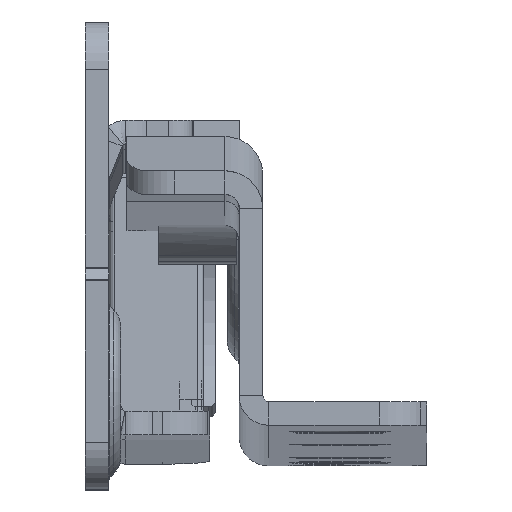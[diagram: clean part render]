
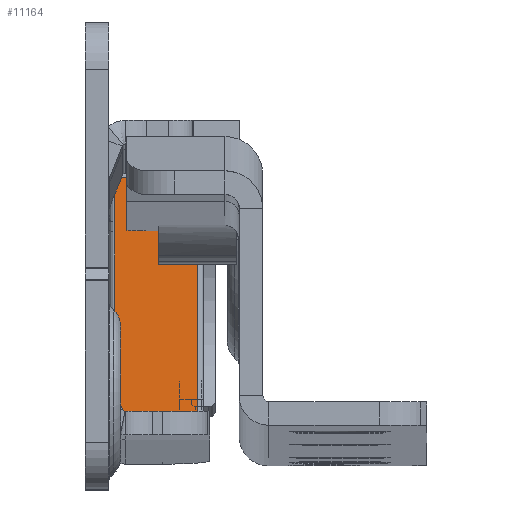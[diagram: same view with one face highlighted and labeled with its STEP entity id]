
A CAD part, top view. The second image highlights one B-rep face of the part: STEP entity #11164.
In plain terms, the highlighted face is planar.
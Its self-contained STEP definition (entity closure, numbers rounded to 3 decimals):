
#116 = VERTEX_POINT ( 'NONE', #173 ) ;
#173 = CARTESIAN_POINT ( 'NONE',  ( 0., 11., 7.5 ) ) ;
#1440 = ORIENTED_EDGE ( 'NONE', *, *, #9909, .T. ) ;
#1580 = VECTOR ( 'NONE', #3570, 1000. ) ;
#1805 = LINE ( 'NONE', #8274, #1580 ) ;
#1828 = ORIENTED_EDGE ( 'NONE', *, *, #10970, .F. ) ;
#2789 = AXIS2_PLACEMENT_3D ( 'NONE', #10953, #4475, #9484 ) ;
#3189 = VERTEX_POINT ( 'NONE', #6169 ) ;
#3570 = DIRECTION ( 'NONE',  ( 0., -1., 0. ) ) ;
#3992 = CARTESIAN_POINT ( 'NONE',  ( 0., -11., 8. ) ) ;
#4218 = VERTEX_POINT ( 'NONE', #9028 ) ;
#4475 = DIRECTION ( 'NONE',  ( -1., 0., 0. ) ) ;
#4579 = EDGE_LOOP ( 'NONE', ( #9829, #10152, #1828, #1440 ) ) ;
#4587 = VECTOR ( 'NONE', #6149, 1000. ) ;
#5480 = VERTEX_POINT ( 'NONE', #5972 ) ;
#5549 = LINE ( 'NONE', #9221, #9171 ) ;
#5972 = CARTESIAN_POINT ( 'NONE',  ( 0., 11., 0.5 ) ) ;
#6149 = DIRECTION ( 'NONE',  ( 0., 0., -1. ) ) ;
#6169 = CARTESIAN_POINT ( 'NONE',  ( 0., -11., 0.5 ) ) ;
#6500 = DIRECTION ( 'NONE',  ( 0., 1., 0. ) ) ;
#7254 = VECTOR ( 'NONE', #7488, 1000. ) ;
#7488 = DIRECTION ( 'NONE',  ( 0., 0., -1. ) ) ;
#7717 = CARTESIAN_POINT ( 'NONE',  ( 0., 11., 8. ) ) ;
#7836 = LINE ( 'NONE', #7717, #7254 ) ;
#8274 = CARTESIAN_POINT ( 'NONE',  ( 0., -11., 0.5 ) ) ;
#8411 = EDGE_CURVE ( 'NONE', #116, #5480, #7836, .T. ) ;
#9028 = CARTESIAN_POINT ( 'NONE',  ( 0., -11., 7.5 ) ) ;
#9171 = VECTOR ( 'NONE', #6500, 1000. ) ;
#9221 = CARTESIAN_POINT ( 'NONE',  ( 0., -11., 7.5 ) ) ;
#9484 = DIRECTION ( 'NONE',  ( 0., 0., 1. ) ) ;
#9829 = ORIENTED_EDGE ( 'NONE', *, *, #8411, .T. ) ;
#9909 = EDGE_CURVE ( 'NONE', #4218, #116, #5549, .T. ) ;
#10152 = ORIENTED_EDGE ( 'NONE', *, *, #10875, .T. ) ;
#10237 = FACE_OUTER_BOUND ( 'NONE', #4579, .T. ) ;
#10875 = EDGE_CURVE ( 'NONE', #5480, #3189, #1805, .T. ) ;
#10953 = CARTESIAN_POINT ( 'NONE',  ( 0., -11., 8. ) ) ;
#10970 = EDGE_CURVE ( 'NONE', #4218, #3189, #11653, .T. ) ;
#11164 = ADVANCED_FACE ( 'NONE', ( #10237 ), #12198, .T. ) ;
#11653 = LINE ( 'NONE', #3992, #4587 ) ;
#12198 = PLANE ( 'NONE',  #2789 ) ;
